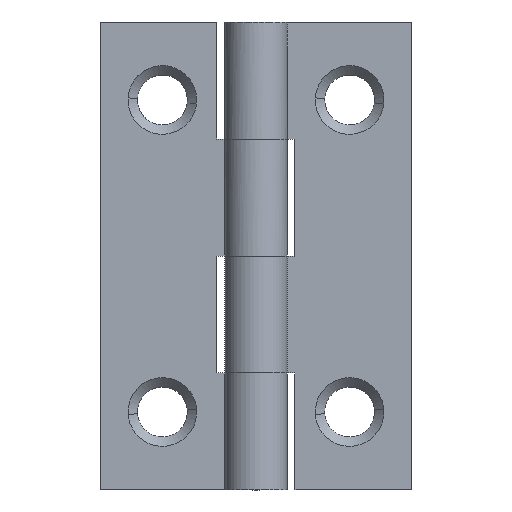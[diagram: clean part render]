
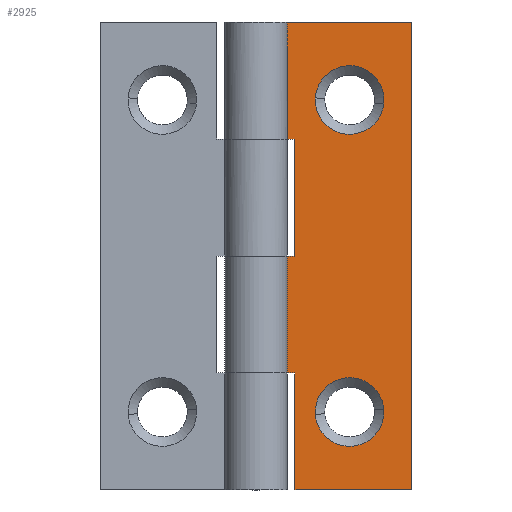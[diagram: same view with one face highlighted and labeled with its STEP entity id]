
A CAD part, front view. The second image highlights one B-rep face of the part: STEP entity #2925.
In plain terms, the highlighted free-form (B-spline) face has degree [1, 1] with [2, 2] control points.
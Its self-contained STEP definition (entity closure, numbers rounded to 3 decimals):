
#1883=CARTESIAN_POINT('',(8.185,1.,24.74));
#1884=VERTEX_POINT('',#1883);
#1890=CARTESIAN_POINT('',(6.0,1.0,27.2));
#1891=VERTEX_POINT('',#1890);
#1892=CARTESIAN_POINT('',(8.185,1.,24.74));
#1893=CARTESIAN_POINT('',(8.2,1.0,24.87));
#1894=CARTESIAN_POINT('',(8.2,1.0,25.0));
#1895=CARTESIAN_POINT('',(8.2,1.0,27.2));
#1896=CARTESIAN_POINT('',(6.0,1.0,27.2));
#1904=(BOUNDED_CURVE()B_SPLINE_CURVE(2,(#1892,#1893,#1894,#1895,#1896),.UNSPECIFIED.,.F.,.U.)B_SPLINE_CURVE_WITH_KNOTS((3,2,3),(0.23,0.25,0.5),.UNSPECIFIED.)CURVE()GEOMETRIC_REPRESENTATION_ITEM()RATIONAL_B_SPLINE_CURVE((0.956,0.976,1.0,0.707,1.0))REPRESENTATION_ITEM(''));
#1905=EDGE_CURVE('',#1884,#1891,#1904,.T.);
#1907=CARTESIAN_POINT('',(3.804,1.,25.134));
#1908=VERTEX_POINT('',#1907);
#1909=CARTESIAN_POINT('',(6.0,1.0,27.2));
#1910=CARTESIAN_POINT('',(3.93,1.0,27.2));
#1911=CARTESIAN_POINT('',(3.804,1.,25.134));
#1919=(BOUNDED_CURVE()B_SPLINE_CURVE(2,(#1909,#1910,#1911),.UNSPECIFIED.,.F.,.U.)B_SPLINE_CURVE_WITH_KNOTS((3,3),(0.5,0.739),.UNSPECIFIED.)CURVE()GEOMETRIC_REPRESENTATION_ITEM()RATIONAL_B_SPLINE_CURVE((1.0,0.72,0.976))REPRESENTATION_ITEM(''));
#1920=EDGE_CURVE('',#1891,#1908,#1919,.T.);
#1954=CARTESIAN_POINT('',(6.0,1.0,22.8));
#1955=VERTEX_POINT('',#1954);
#1956=CARTESIAN_POINT('',(3.804,1.,25.134));
#1957=CARTESIAN_POINT('',(3.8,1.0,25.067));
#1958=CARTESIAN_POINT('',(3.8,1.0,25.0));
#1959=CARTESIAN_POINT('',(3.8,1.0,22.8));
#1960=CARTESIAN_POINT('',(6.0,1.0,22.8));
#1968=(BOUNDED_CURVE()B_SPLINE_CURVE(2,(#1956,#1957,#1958,#1959,#1960),.UNSPECIFIED.,.F.,.U.)B_SPLINE_CURVE_WITH_KNOTS((3,2,3),(0.739,0.75,1.0),.UNSPECIFIED.)CURVE()GEOMETRIC_REPRESENTATION_ITEM()RATIONAL_B_SPLINE_CURVE((0.976,0.988,1.0,0.707,1.0))REPRESENTATION_ITEM(''));
#1969=EDGE_CURVE('',#1908,#1955,#1968,.T.);
#1971=CARTESIAN_POINT('',(6.0,1.0,22.8));
#1972=CARTESIAN_POINT('',(7.954,1.0,22.8));
#1973=CARTESIAN_POINT('',(8.185,1.,24.74));
#1981=(BOUNDED_CURVE()B_SPLINE_CURVE(2,(#1971,#1972,#1973),.UNSPECIFIED.,.F.,.U.)B_SPLINE_CURVE_WITH_KNOTS((3,3),(0.0,0.23),.UNSPECIFIED.)CURVE()GEOMETRIC_REPRESENTATION_ITEM()RATIONAL_B_SPLINE_CURVE((1.0,0.731,0.956))REPRESENTATION_ITEM(''));
#1982=EDGE_CURVE('',#1955,#1884,#1981,.T.);
#2208=CARTESIAN_POINT('',(8.193,1.,5.173));
#2209=VERTEX_POINT('',#2208);
#2215=CARTESIAN_POINT('',(6.0,1.0,7.2));
#2216=VERTEX_POINT('',#2215);
#2217=CARTESIAN_POINT('',(6.0,1.0,7.2));
#2218=CARTESIAN_POINT('',(8.034,1.0,7.2));
#2219=CARTESIAN_POINT('',(8.193,1.,5.173));
#2227=(BOUNDED_CURVE()B_SPLINE_CURVE(2,(#2217,#2218,#2219),.UNSPECIFIED.,.F.,.U.)B_SPLINE_CURVE_WITH_KNOTS((3,3),(0.0,0.236),.UNSPECIFIED.)CURVE()GEOMETRIC_REPRESENTATION_ITEM()RATIONAL_B_SPLINE_CURVE((1.0,0.723,0.97))REPRESENTATION_ITEM(''));
#2228=EDGE_CURVE('',#2216,#2209,#2227,.T.);
#2230=CARTESIAN_POINT('',(3.807,1.,4.827));
#2231=VERTEX_POINT('',#2230);
#2232=CARTESIAN_POINT('',(3.807,1.,4.827));
#2233=CARTESIAN_POINT('',(3.8,1.0,4.914));
#2234=CARTESIAN_POINT('',(3.8,1.0,5.0));
#2235=CARTESIAN_POINT('',(3.8,1.0,7.2));
#2236=CARTESIAN_POINT('',(6.0,1.0,7.2));
#2244=(BOUNDED_CURVE()B_SPLINE_CURVE(2,(#2232,#2233,#2234,#2235,#2236),.UNSPECIFIED.,.F.,.U.)B_SPLINE_CURVE_WITH_KNOTS((3,2,3),(0.736,0.75,1.0),.UNSPECIFIED.)CURVE()GEOMETRIC_REPRESENTATION_ITEM()RATIONAL_B_SPLINE_CURVE((0.97,0.984,1.0,0.707,1.0))REPRESENTATION_ITEM(''));
#2245=EDGE_CURVE('',#2231,#2216,#2244,.T.);
#2282=CARTESIAN_POINT('',(6.0,1.0,2.8));
#2283=VERTEX_POINT('',#2282);
#2284=CARTESIAN_POINT('',(6.0,1.0,2.8));
#2285=CARTESIAN_POINT('',(3.966,1.0,2.8));
#2286=CARTESIAN_POINT('',(3.807,1.,4.827));
#2294=(BOUNDED_CURVE()B_SPLINE_CURVE(2,(#2284,#2285,#2286),.UNSPECIFIED.,.F.,.U.)B_SPLINE_CURVE_WITH_KNOTS((3,3),(0.5,0.736),.UNSPECIFIED.)CURVE()GEOMETRIC_REPRESENTATION_ITEM()RATIONAL_B_SPLINE_CURVE((1.0,0.723,0.97))REPRESENTATION_ITEM(''));
#2295=EDGE_CURVE('',#2283,#2231,#2294,.T.);
#2297=CARTESIAN_POINT('',(8.193,1.,5.173));
#2298=CARTESIAN_POINT('',(8.2,1.0,5.086));
#2299=CARTESIAN_POINT('',(8.2,1.0,5.0));
#2300=CARTESIAN_POINT('',(8.2,1.0,2.8));
#2301=CARTESIAN_POINT('',(6.0,1.0,2.8));
#2309=(BOUNDED_CURVE()B_SPLINE_CURVE(2,(#2297,#2298,#2299,#2300,#2301),.UNSPECIFIED.,.F.,.U.)B_SPLINE_CURVE_WITH_KNOTS((3,2,3),(0.236,0.25,0.5),.UNSPECIFIED.)CURVE()GEOMETRIC_REPRESENTATION_ITEM()RATIONAL_B_SPLINE_CURVE((0.97,0.984,1.0,0.707,1.0))REPRESENTATION_ITEM(''));
#2310=EDGE_CURVE('',#2209,#2283,#2309,.T.);
#2321=CARTESIAN_POINT('',(2.5,1.0,0.0));
#2322=VERTEX_POINT('',#2321);
#2323=CARTESIAN_POINT('',(2.5,1.0,7.5));
#2324=VERTEX_POINT('',#2323);
#2325=CARTESIAN_POINT('',(2.5,1.0,0.0));
#2326=CARTESIAN_POINT('',(2.5,1.0,7.5));
#2327=QUASI_UNIFORM_CURVE('',1,(#2325,#2326),.UNSPECIFIED.,.F.,.U.);
#2328=EDGE_CURVE('',#2322,#2324,#2327,.T.);
#2386=CARTESIAN_POINT('',(0.0,1.0,7.5));
#2387=VERTEX_POINT('',#2386);
#2388=CARTESIAN_POINT('',(2.5,1.0,7.5));
#2389=CARTESIAN_POINT('',(0.0,1.0,7.5));
#2390=QUASI_UNIFORM_CURVE('',1,(#2388,#2389),.UNSPECIFIED.,.F.,.U.);
#2391=EDGE_CURVE('',#2324,#2387,#2390,.T.);
#2427=CARTESIAN_POINT('',(2.5,1.0,22.5));
#2428=VERTEX_POINT('',#2427);
#2443=CARTESIAN_POINT('',(2.5,1.0,15.0));
#2444=VERTEX_POINT('',#2443);
#2450=CARTESIAN_POINT('',(2.5,1.0,22.5));
#2451=CARTESIAN_POINT('',(2.5,1.0,15.0));
#2452=QUASI_UNIFORM_CURVE('',1,(#2450,#2451),.UNSPECIFIED.,.F.,.U.);
#2453=EDGE_CURVE('',#2428,#2444,#2452,.T.);
#2493=CARTESIAN_POINT('',(0.0,1.0,15.0));
#2494=VERTEX_POINT('',#2493);
#2514=CARTESIAN_POINT('',(2.5,1.0,15.0));
#2515=CARTESIAN_POINT('',(0.0,1.0,15.0));
#2516=QUASI_UNIFORM_CURVE('',1,(#2514,#2515),.UNSPECIFIED.,.F.,.U.);
#2517=EDGE_CURVE('',#2444,#2494,#2516,.T.);
#2541=CARTESIAN_POINT('',(0.0,1.0,22.5));
#2542=VERTEX_POINT('',#2541);
#2543=CARTESIAN_POINT('',(0.0,1.0,22.5));
#2544=CARTESIAN_POINT('',(2.5,1.0,22.5));
#2545=QUASI_UNIFORM_CURVE('',1,(#2543,#2544),.UNSPECIFIED.,.F.,.U.);
#2546=EDGE_CURVE('',#2542,#2428,#2545,.T.);
#2611=CARTESIAN_POINT('',(10.0,1.0,0.0));
#2612=VERTEX_POINT('',#2611);
#2618=CARTESIAN_POINT('',(10.0,1.0,0.0));
#2619=CARTESIAN_POINT('',(2.5,1.0,0.0));
#2620=QUASI_UNIFORM_CURVE('',1,(#2618,#2619),.UNSPECIFIED.,.F.,.U.);
#2621=EDGE_CURVE('',#2612,#2322,#2620,.T.);
#2661=CARTESIAN_POINT('',(0.0,1.0,30.0));
#2662=VERTEX_POINT('',#2661);
#2682=CARTESIAN_POINT('',(10.0,1.0,30.0));
#2683=VERTEX_POINT('',#2682);
#2684=CARTESIAN_POINT('',(10.0,1.0,30.0));
#2685=CARTESIAN_POINT('',(0.0,1.0,30.0));
#2686=QUASI_UNIFORM_CURVE('',1,(#2684,#2685),.UNSPECIFIED.,.F.,.U.);
#2687=EDGE_CURVE('',#2683,#2662,#2686,.T.);
#2716=CARTESIAN_POINT('',(10.0,1.0,30.0));
#2717=CARTESIAN_POINT('',(10.0,1.0,0.0));
#2718=QUASI_UNIFORM_CURVE('',1,(#2716,#2717),.UNSPECIFIED.,.F.,.U.);
#2719=EDGE_CURVE('',#2683,#2612,#2718,.T.);
#2788=CARTESIAN_POINT('',(0.0,1.0,15.0));
#2789=CARTESIAN_POINT('',(0.0,1.0,7.5));
#2790=QUASI_UNIFORM_CURVE('',1,(#2788,#2789),.UNSPECIFIED.,.F.,.U.);
#2791=EDGE_CURVE('',#2494,#2387,#2790,.T.);
#2820=CARTESIAN_POINT('',(0.0,1.0,30.0));
#2821=CARTESIAN_POINT('',(0.0,1.0,22.5));
#2822=QUASI_UNIFORM_CURVE('',1,(#2820,#2821),.UNSPECIFIED.,.F.,.U.);
#2823=EDGE_CURVE('',#2662,#2542,#2822,.T.);
#2896=CARTESIAN_POINT('',(-0.499,1.0,31.498));
#2897=CARTESIAN_POINT('',(-0.499,1.0,-1.499));
#2898=CARTESIAN_POINT('',(10.5,1.0,31.498));
#2899=CARTESIAN_POINT('',(10.5,1.0,-1.499));
#2900=B_SPLINE_SURFACE_WITH_KNOTS('',1,1,((#2896,#2898),(#2897,#2899)),.UNSPECIFIED.,.F.,.F.,.U.,(2,2),(2,2),(0.0,32.997),(0.0,10.999),.UNSPECIFIED.);
#2901=ORIENTED_EDGE('',*,*,#2391,.F.);
#2902=ORIENTED_EDGE('',*,*,#2328,.F.);
#2903=ORIENTED_EDGE('',*,*,#2621,.F.);
#2904=ORIENTED_EDGE('',*,*,#2719,.F.);
#2905=ORIENTED_EDGE('',*,*,#2687,.T.);
#2906=ORIENTED_EDGE('',*,*,#2823,.T.);
#2907=ORIENTED_EDGE('',*,*,#2546,.T.);
#2908=ORIENTED_EDGE('',*,*,#2453,.T.);
#2909=ORIENTED_EDGE('',*,*,#2517,.T.);
#2910=ORIENTED_EDGE('',*,*,#2791,.T.);
#2911=EDGE_LOOP('',(#2901,#2902,#2903,#2904,#2905,#2906,#2907,#2908,#2909,#2910));
#2912=FACE_OUTER_BOUND('',#2911,.T.);
#2913=ORIENTED_EDGE('',*,*,#2295,.T.);
#2914=ORIENTED_EDGE('',*,*,#2245,.T.);
#2915=ORIENTED_EDGE('',*,*,#2228,.T.);
#2916=ORIENTED_EDGE('',*,*,#2310,.T.);
#2917=EDGE_LOOP('',(#2913,#2914,#2915,#2916));
#2918=FACE_BOUND('',#2917,.T.);
#2919=ORIENTED_EDGE('',*,*,#1920,.F.);
#2920=ORIENTED_EDGE('',*,*,#1905,.F.);
#2921=ORIENTED_EDGE('',*,*,#1982,.F.);
#2922=ORIENTED_EDGE('',*,*,#1969,.F.);
#2923=EDGE_LOOP('',(#2919,#2920,#2921,#2922));
#2924=FACE_BOUND('',#2923,.T.);
#2925=ADVANCED_FACE('',(#2912,#2918,#2924),#2900,.T.);
